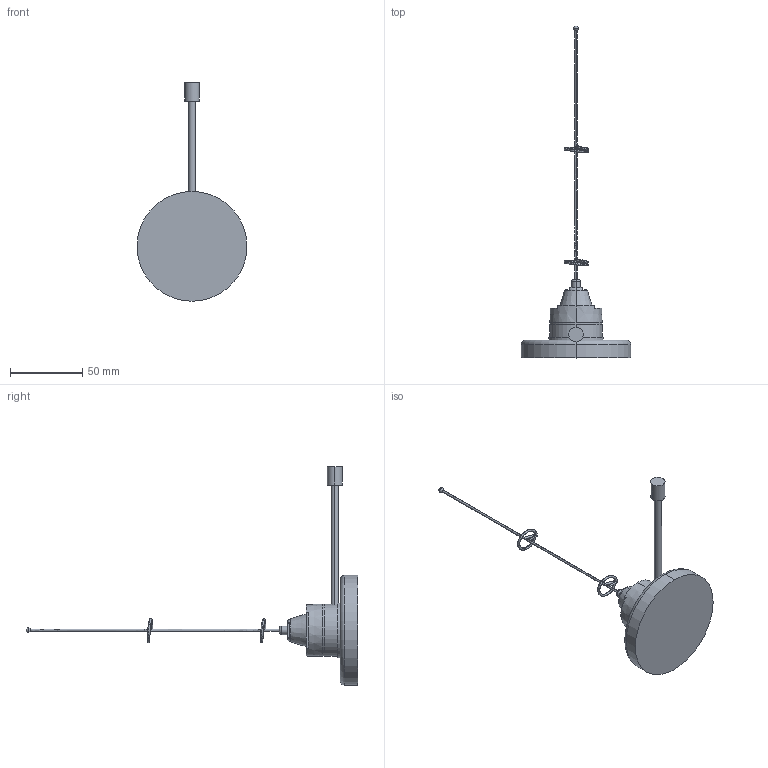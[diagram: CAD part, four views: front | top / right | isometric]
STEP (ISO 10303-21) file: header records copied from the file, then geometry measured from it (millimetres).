
FILE_DESCRIPTION (( 'STEP AP214' ), '1' );
FILE_NAME ('HG2405MGU.STEP', '2011-03-17T14:16:05', ( 'x' ), ( 'Microsoft' ), 'SwSTEP 2.0', 'SolidWorks 2010', '' );
FILE_SCHEMA (( 'AUTOMOTIVE_DESIGN' ));
Length unit declared in the file: inch
Products named in the file (1): HG2405MGU
Bounding box: 76.2 x 230.1 x 151.51 mm (x, y, z)
Volume: 87079.3 mm3; surface area: 18677.8 mm2
Topology: 3 solids, 3 shells, 75 faces, 163 edges, 101 vertices
Faces by surface type: cylinder 28, plane 21, bspline 14, torus 6, cone 4, sphere 2
Entity records: 3289 total; most frequent: CARTESIAN_POINT 1334, ORIENTED_EDGE 316, DIRECTION 312, EDGE_CURVE 158, AXIS2_PLACEMENT_3D 136, VERTEX_POINT 98, EDGE_LOOP 84, FACE_OUTER_BOUND 75
